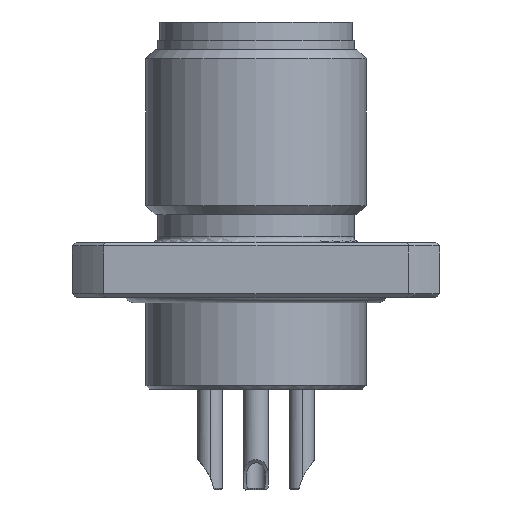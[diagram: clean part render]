
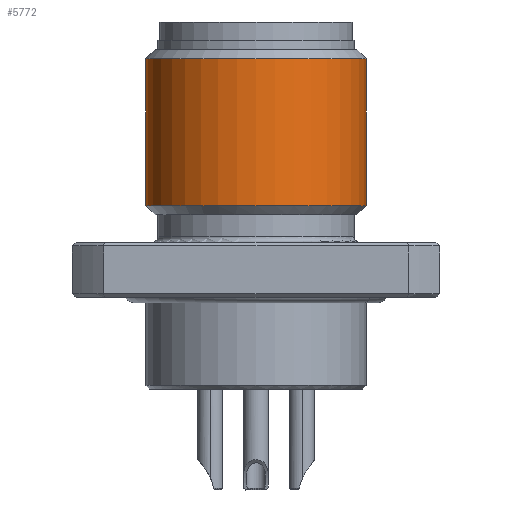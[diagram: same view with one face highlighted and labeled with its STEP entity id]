
A CAD part, left-side view. The second image highlights one B-rep face of the part: STEP entity #5772.
In plain terms, the highlighted cylindrical face has radius 6 mm (diameter 12 mm), a partial arc.
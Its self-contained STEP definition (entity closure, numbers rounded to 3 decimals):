
#5715=AXIS2_PLACEMENT_3D('Circle Axis2P3D',#5713,#5714,$) ;
#5745=AXIS2_PLACEMENT_3D('Cylinder Axis2P3D',#5742,#5743,#5744) ;
#5763=AXIS2_PLACEMENT_3D('Circle Axis2P3D',#5761,#5762,$) ;
#5703=CARTESIAN_POINT('Vertex',(10.,16.,15.5)) ;
#5710=CARTESIAN_POINT('Vertex',(10.,4.,15.5)) ;
#5713=CARTESIAN_POINT('Axis2P3D Location',(10.,10.,15.5)) ;
#5742=CARTESIAN_POINT('Axis2P3D Location',(10.,10.,19.5)) ;
#5747=CARTESIAN_POINT('Line Origine',(10.,16.,19.5)) ;
#5751=CARTESIAN_POINT('Vertex',(10.,16.,23.5)) ;
#5754=CARTESIAN_POINT('Line Origine',(10.,4.,19.5)) ;
#5758=CARTESIAN_POINT('Vertex',(10.,4.,23.5)) ;
#5761=CARTESIAN_POINT('Axis2P3D Location',(10.,10.,23.5)) ;
#5714=DIRECTION('Axis2P3D Direction',(0.,0.,1.)) ;
#5743=DIRECTION('Axis2P3D Direction',(0.,0.,-1.)) ;
#5744=DIRECTION('Axis2P3D XDirection',(0.,-1.,0.)) ;
#5748=DIRECTION('Vector Direction',(0.,0.,-1.)) ;
#5755=DIRECTION('Vector Direction',(0.,0.,-1.)) ;
#5762=DIRECTION('Axis2P3D Direction',(0.,0.,-1.)) ;
#5749=VECTOR('Line Direction',#5748,1.) ;
#5756=VECTOR('Line Direction',#5755,1.) ;
#5767=ORIENTED_EDGE('',*,*,#5753,.T.) ;
#5768=ORIENTED_EDGE('',*,*,#5717,.F.) ;
#5769=ORIENTED_EDGE('',*,*,#5760,.T.) ;
#5770=ORIENTED_EDGE('',*,*,#5765,.F.) ;
#5772=ADVANCED_FACE('Hauptkoerper',(#5771),#5746,.T.) ;
#5716=CIRCLE('generated circle',#5715,6.) ;
#5764=CIRCLE('generated circle',#5763,6.) ;
#5746=CYLINDRICAL_SURFACE('generated cylinder',#5745,6.) ;
#5717=EDGE_CURVE('',#5711,#5704,#5716,.F.) ;
#5753=EDGE_CURVE('',#5752,#5704,#5750,.T.) ;
#5760=EDGE_CURVE('',#5711,#5759,#5757,.F.) ;
#5765=EDGE_CURVE('',#5752,#5759,#5764,.F.) ;
#5766=EDGE_LOOP('',(#5767,#5768,#5769,#5770)) ;
#5771=FACE_OUTER_BOUND('',#5766,.T.) ;
#5750=LINE('Line',#5747,#5749) ;
#5757=LINE('Line',#5754,#5756) ;
#5704=VERTEX_POINT('',#5703) ;
#5711=VERTEX_POINT('',#5710) ;
#5752=VERTEX_POINT('',#5751) ;
#5759=VERTEX_POINT('',#5758) ;
